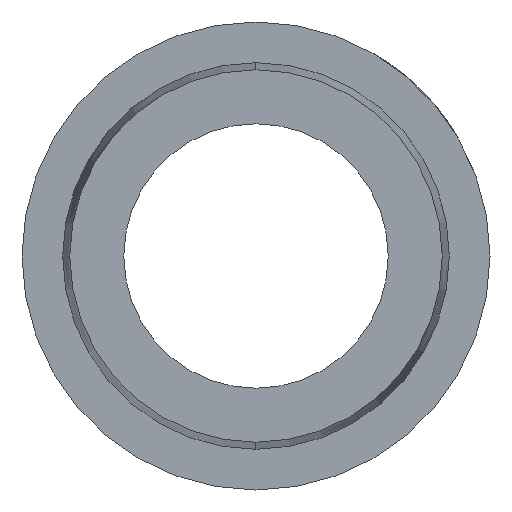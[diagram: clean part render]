
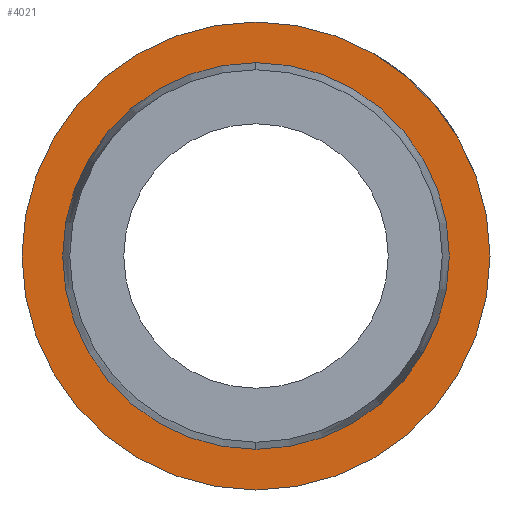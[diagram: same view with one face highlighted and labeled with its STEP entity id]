
A CAD part, left-side view. The second image highlights one B-rep face of the part: STEP entity #4021.
In plain terms, the highlighted planar face has unit normal (-1, 0, 0).
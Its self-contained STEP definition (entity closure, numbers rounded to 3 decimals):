
#87 = AXIS2_PLACEMENT_3D ( 'NONE', #3532, #4920, #3680 ) ;
#267 = DIRECTION ( 'NONE',  ( 0., 0., 1. ) ) ;
#289 = DIRECTION ( 'NONE',  ( -1., 0., 0. ) ) ;
#328 = VERTEX_POINT ( 'NONE', #1344 ) ;
#416 = CIRCLE ( 'NONE', #1097, 11.5 ) ;
#472 = ORIENTED_EDGE ( 'NONE', *, *, #1872, .T. ) ;
#583 = CARTESIAN_POINT ( 'NONE',  ( 27., 0., 0. ) ) ;
#875 = DIRECTION ( 'NONE',  ( 0., 0., -1. ) ) ;
#981 = CARTESIAN_POINT ( 'NONE',  ( 27., 9.5, 0. ) ) ;
#1097 = AXIS2_PLACEMENT_3D ( 'NONE', #583, #4966, #2116 ) ;
#1271 = EDGE_CURVE ( 'NONE', #328, #1313, #1431, .T. ) ;
#1276 = PLANE ( 'NONE',  #3522 ) ;
#1313 = VERTEX_POINT ( 'NONE', #4506 ) ;
#1344 = CARTESIAN_POINT ( 'NONE',  ( 27., 0., 9.5 ) ) ;
#1355 = FACE_OUTER_BOUND ( 'NONE', #4712, .T. ) ;
#1431 = CIRCLE ( 'NONE', #1766, 9.5 ) ;
#1766 = AXIS2_PLACEMENT_3D ( 'NONE', #3308, #2883, #2855 ) ;
#1776 = DIRECTION ( 'NONE',  ( 1., 0., 0. ) ) ;
#1872 = EDGE_CURVE ( 'NONE', #3303, #2777, #416, .T. ) ;
#2116 = DIRECTION ( 'NONE',  ( 0., 0., 1. ) ) ;
#2318 = CARTESIAN_POINT ( 'NONE',  ( 27., 0., -11.5 ) ) ;
#2506 = EDGE_CURVE ( 'NONE', #2777, #3303, #4631, .T. ) ;
#2511 = FACE_BOUND ( 'NONE', #4467, .T. ) ;
#2777 = VERTEX_POINT ( 'NONE', #4545 ) ;
#2855 = DIRECTION ( 'NONE',  ( 0., 0., 1. ) ) ;
#2883 = DIRECTION ( 'NONE',  ( -1., 0., 0. ) ) ;
#3303 = VERTEX_POINT ( 'NONE', #2318 ) ;
#3308 = CARTESIAN_POINT ( 'NONE',  ( 27., 0., 0. ) ) ;
#3387 = EDGE_CURVE ( 'NONE', #1313, #328, #4690, .T. ) ;
#3522 = AXIS2_PLACEMENT_3D ( 'NONE', #981, #1776, #875 ) ;
#3532 = CARTESIAN_POINT ( 'NONE',  ( 27., 0., 0. ) ) ;
#3680 = DIRECTION ( 'NONE',  ( 0., 0., 1. ) ) ;
#3777 = ORIENTED_EDGE ( 'NONE', *, *, #2506, .T. ) ;
#3905 = CARTESIAN_POINT ( 'NONE',  ( 27., 0., 0. ) ) ;
#3919 = ORIENTED_EDGE ( 'NONE', *, *, #1271, .F. ) ;
#4021 = ADVANCED_FACE ( 'NONE', ( #2511, #1355 ), #1276, .F. ) ;
#4098 = ORIENTED_EDGE ( 'NONE', *, *, #3387, .F. ) ;
#4467 = EDGE_LOOP ( 'NONE', ( #3919, #4098 ) ) ;
#4506 = CARTESIAN_POINT ( 'NONE',  ( 27., 0., -9.5 ) ) ;
#4545 = CARTESIAN_POINT ( 'NONE',  ( 27., 0., 11.5 ) ) ;
#4631 = CIRCLE ( 'NONE', #87, 11.5 ) ;
#4690 = CIRCLE ( 'NONE', #5033, 9.5 ) ;
#4712 = EDGE_LOOP ( 'NONE', ( #3777, #472 ) ) ;
#4920 = DIRECTION ( 'NONE',  ( -1., 0., 0. ) ) ;
#4966 = DIRECTION ( 'NONE',  ( -1., 0., 0. ) ) ;
#5033 = AXIS2_PLACEMENT_3D ( 'NONE', #3905, #289, #267 ) ;
